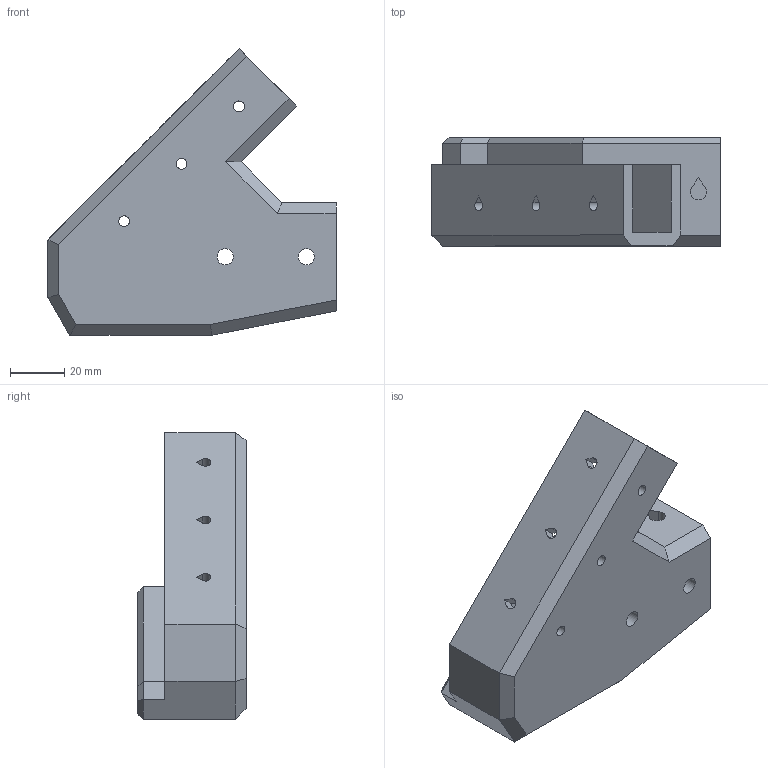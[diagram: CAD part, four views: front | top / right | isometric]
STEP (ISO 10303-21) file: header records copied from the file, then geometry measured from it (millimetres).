
FILE_DESCRIPTION(('FreeCAD Model'),'2;1');
FILE_NAME('LeftTip.step','2015-08-05T15:57:37',('Author'),(''), 'Open CASCADE STEP processor 6.8','FreeCAD','Unknown');
FILE_SCHEMA(('AUTOMOTIVE_DESIGN_CC2 { 1 2 10303 214 -1 1 5 4 }'));
Length unit declared in the file: millimetre
Products named in the file (2): ASSEMBLY; LeftLowerNodeTip
Assembly tree (1 placements, depth 2):
  ASSEMBLY
    LeftLowerNodeTip
Bounding box: 106.5 x 40 x 105.92 mm (x, y, z)
Volume: 135388.1 mm3; surface area: 38052.8 mm2
Topology: 1 solids, 1 shells, 60 faces, 159 edges, 102 vertices
Faces by surface type: plane 51, cylinder 9
Full cylindrical faces by diameter (mm): 4 x3, 6 x2
Entity records: 3933 total; most frequent: CARTESIAN_POINT 711, DIRECTION 569, LINE 395, VECTOR 395, ORIENTED_EDGE 318, PCURVE 318, DEFINITIONAL_REPRESENTATION 318, EDGE_CURVE 159
